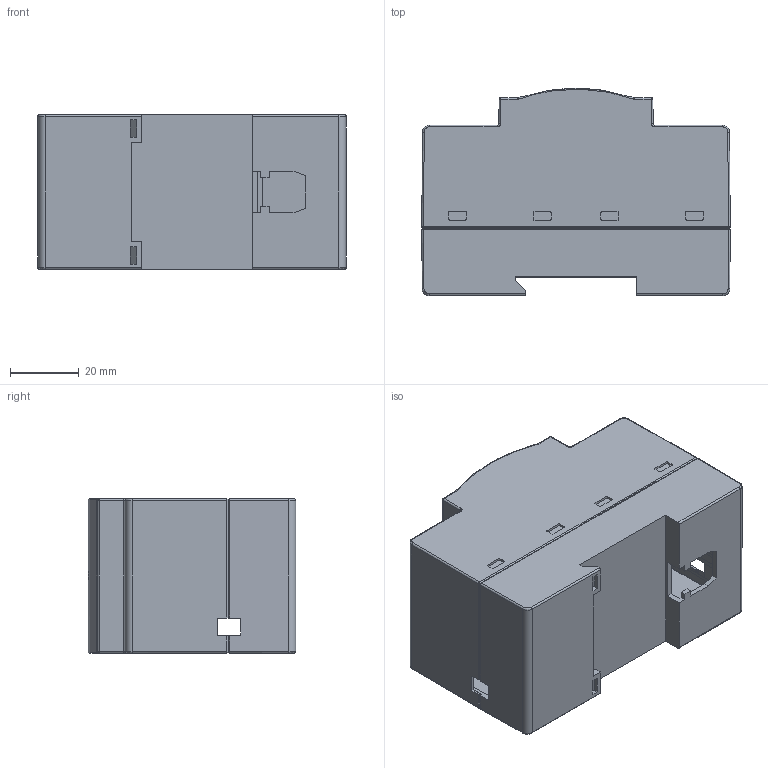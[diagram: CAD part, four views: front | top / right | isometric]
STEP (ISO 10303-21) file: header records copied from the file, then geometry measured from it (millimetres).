
FILE_DESCRIPTION (( 'STEP AP214' ), '1' );
FILE_NAME ('5093381.STP', '2022-08-29T13:14:06', ( '' ), ( '' ), 'SwSTEP 2.0', 'SolidWorks 2020', '' );
FILE_SCHEMA (( 'AUTOMOTIVE_DESIGN' ));
Length unit declared in the file: millimetre
Products named in the file (3): 5093381; 176732_Gebohrt; 176733
Assembly tree (2 placements, depth 2):
  5093381
    176733
    176732_Gebohrt
Bounding box: 89.99 x 60.52 x 45 mm (x, y, z)
Volume: 34798.9 mm3; surface area: 48295.3 mm2
Topology: 2 solids, 2 shells, 395 faces, 1123 edges, 728 vertices
Faces by surface type: plane 244, cylinder 109, bspline 37, cone 5
Full cylindrical faces by diameter (mm): 4.2 x1, 5.2 x1
Entity records: 16257 total; most frequent: CARTESIAN_POINT 4028, ORIENTED_EDGE 2222, DIRECTION 1803, EDGE_CURVE 1111, LINE 829, VECTOR 829, VERTEX_POINT 726, AXIS2_PLACEMENT_3D 487
